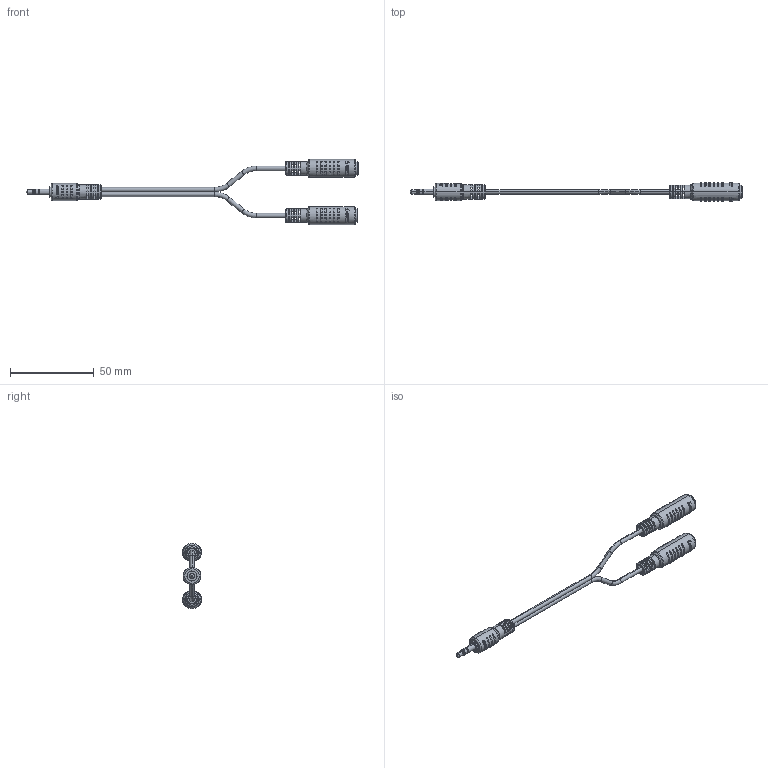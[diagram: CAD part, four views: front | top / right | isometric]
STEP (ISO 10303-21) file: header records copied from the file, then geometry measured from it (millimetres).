
FILE_DESCRIPTION (( 'STEP AP203' ), '1' );
FILE_NAME ('CTL35YMF.STEP', '2010-09-07T15:57:40', ( 'x' ), ( 'Microsoft' ), 'SwSTEP 2.0', 'SolidWorks 2010', '' );
FILE_SCHEMA (( 'CONFIG_CONTROL_DESIGN' ));
Length unit declared in the file: inch
Products named in the file (10): 1AA12-012; MTN-190; MTN-238; CTL35YMF; CTL35Y CABLE_WITH LC CLIP; 3AB13-016; MTN-189; 3AB13-015; 1AA12-011; MTN-188
Assembly tree (10 placements, depth 3):
  CTL35YMF
    3AB13-015
      MTN-238
      MTN-188
      1AA12-011
    CTL35Y CABLE_WITH LC CLIP
    3AB13-016  x2
      MTN-189
      1AA12-012
      MTN-190
Bounding box: 197.75 x 11.18 x 38.81 mm (x, y, z)
Volume: 12623.3 mm3; surface area: 10158.7 mm2
Topology: 10 solids, 10 shells, 2882 faces, 8144 edges, 5362 vertices
Faces by surface type: plane 2472, cylinder 224, torus 100, bspline 60, cone 26
Entity records: 69504 total; most frequent: CARTESIAN_POINT 27067, ORIENTED_EDGE 10880, DIRECTION 6661, EDGE_CURVE 5440, VERTEX_POINT 3582, AXIS2_PLACEMENT_3D 2388, EDGE_LOOP 2046, ADVANCED_FACE 1925
